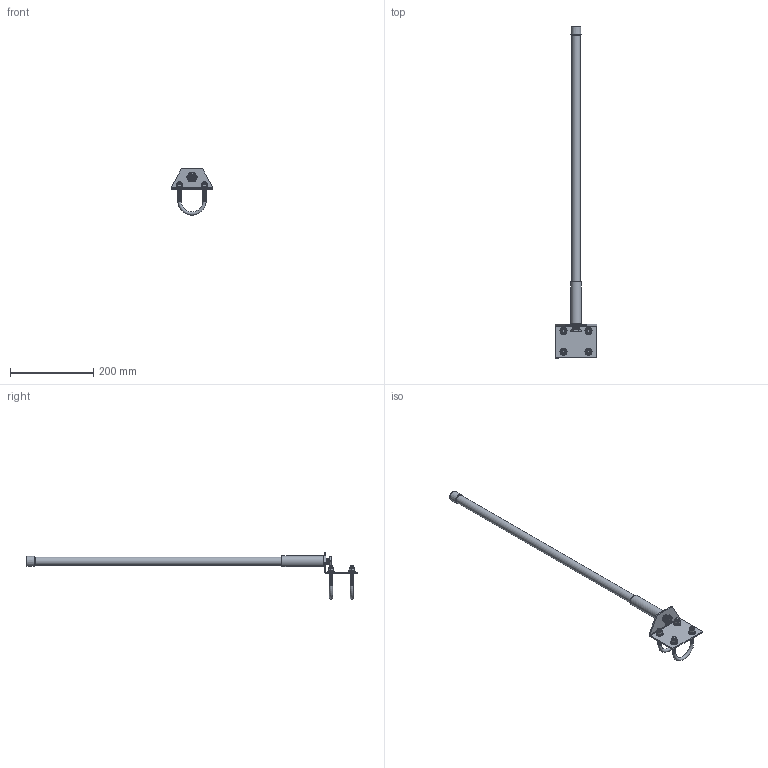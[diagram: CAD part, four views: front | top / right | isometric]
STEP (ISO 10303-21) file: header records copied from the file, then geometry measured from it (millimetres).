
FILE_DESCRIPTION (( 'STEP AP214' ), '1' );
FILE_NAME ('HG5412U.STEP', '2018-01-17T20:31:50', ( '' ), ( '' ), 'SwSTEP 2.0', 'SolidWorks 2014', '' );
FILE_SCHEMA (( 'AUTOMOTIVE_DESIGN' ));
Length unit declared in the file: inch
Products named in the file (4): HG5412U_U-Bolt; HG5412U_Mount Bracket; HG5412U_ANTENNA; HG5412U
Assembly tree (4 placements, depth 2):
  HG5412U
    HG5412U_ANTENNA
    HG5412U_Mount Bracket
    HG5412U_U-Bolt  x2
Bounding box: 100.33 x 797.05 x 111.07 mm (x, y, z)
Volume: 308019.5 mm3; surface area: 91596.4 mm2
Topology: 5 solids, 5 shells, 761 faces, 1692 edges, 974 vertices
Faces by surface type: cone 483, plane 183, cylinder 76, torus 19
Full cylindrical faces by diameter (mm): 1.8 x1, 3.05 x1, 7 x1, 7.823 x4, 8.28 x4, 8.915 x8, 13.31 x1, 13.995 x4, 16.383 x1, 17.018 x4, 20.066 x1, 20.523 x1, 25.349 x1
Entity records: 20311 total; most frequent: CARTESIAN_POINT 3383, DIRECTION 2274, ORIENTED_EDGE 1864, AXIS2_PLACEMENT_3D 977, EDGE_CURVE 932, EDGE_LOOP 802, VERTEX_POINT 702, FACE_OUTER_BOUND 548
